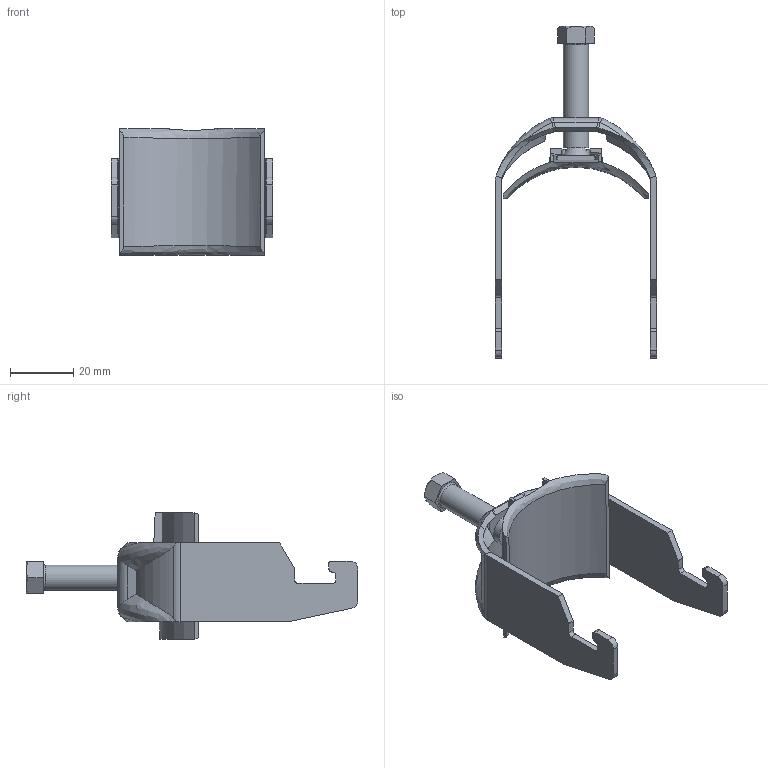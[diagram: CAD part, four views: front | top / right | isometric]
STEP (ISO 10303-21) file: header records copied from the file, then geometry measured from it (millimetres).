
FILE_DESCRIPTION (( 'STEP AP214' ), '1' );
FILE_NAME ('1186742.stp', '2023-09-22T09:20:49', ( '' ), ( '' ), 'SwSTEP 2.0', 'SolidWorks 2022', '' );
FILE_SCHEMA (( 'AUTOMOTIVE_DESIGN' ));
Length unit declared in the file: millimetre
Products named in the file (5): EB104-00-04_Standard; 157112_1Fach; EB104-08-02_Einspritzpunkt Links; 142313_Druckschraube - M8 x 33; 1186742
Assembly tree (4 placements, depth 2):
  1186742
    157112_1Fach
    142313_Druckschraube - M8 x 33
    EB104-00-04_Standard
    EB104-08-02_Einspritzpunkt Links
Bounding box: 51 x 105 x 40.06 mm (x, y, z)
Volume: 15404.6 mm3; surface area: 15932.7 mm2
Topology: 4 solids, 4 shells, 203 faces, 521 edges, 328 vertices
Faces by surface type: plane 112, cylinder 41, bspline 38, cone 7, sphere 4, torus 1
Full cylindrical faces by diameter (mm): 3.6 x1, 4 x1, 5.7 x1, 6 x1, 8 x1, 8.2 x1, 10 x1
Entity records: 16061 total; most frequent: CARTESIAN_POINT 11440, ORIENTED_EDGE 1002, DIRECTION 760, EDGE_CURVE 501, VERTEX_POINT 323, LINE 256, VECTOR 256, AXIS2_PLACEMENT_3D 252
